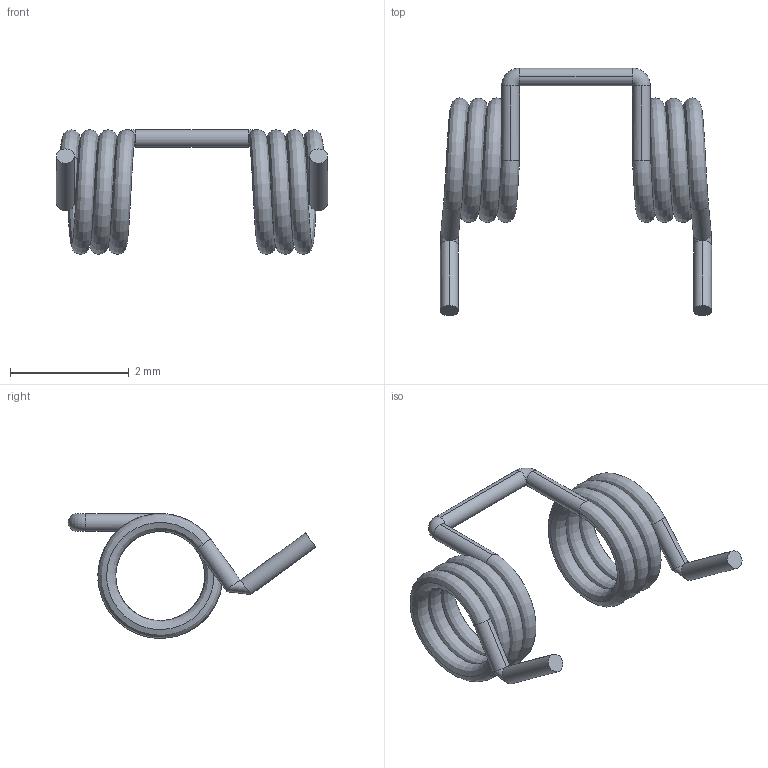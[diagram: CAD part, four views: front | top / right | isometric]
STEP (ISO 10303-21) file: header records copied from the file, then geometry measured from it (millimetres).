
FILE_DESCRIPTION (( 'STEP AP214' ), '1' );
FILE_NAME ('Drum - Carry Pin Spring.STEP', '2025-07-06T08:34:48', ( '' ), ( '' ), 'SwSTEP 2.0', 'SolidWorks 2025', '' );
FILE_SCHEMA (( 'AUTOMOTIVE_DESIGN' ));
Length unit declared in the file: millimetre
Products named in the file (1): Drum - Carry Pin Spring
Bounding box: 4.56 x 4.17 x 2.1 mm (x, y, z)
Volume: 3.2 mm3; surface area: 42.9 mm2
Topology: 1 solids, 1 shells, 24 faces, 78 edges, 56 vertices
Faces by surface type: cylinder 14, bspline 4, torus 4, plane 2
Entity records: 4073 total; most frequent: CARTESIAN_POINT 3435, DIRECTION 136, ORIENTED_EDGE 124, EDGE_CURVE 62, AXIS2_PLACEMENT_3D 59, VERTEX_POINT 40, CIRCLE 38, FACE_OUTER_BOUND 24
